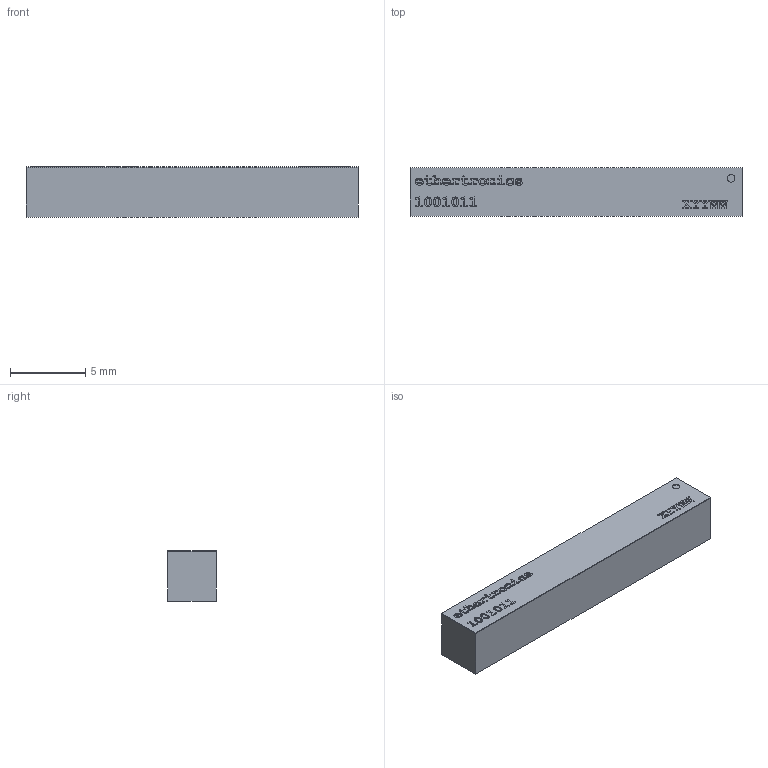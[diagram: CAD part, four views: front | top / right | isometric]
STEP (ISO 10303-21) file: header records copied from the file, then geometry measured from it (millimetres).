
FILE_DESCRIPTION (( 'STEP AP214' ), '1' );
FILE_NAME ('User Library-1001011 ant GNSS.STEP', '2020-10-15T12:37:09', ( '' ), ( '' ), 'SwSTEP 2.0', 'SolidWorks 2020', '' );
FILE_SCHEMA (( 'AUTOMOTIVE_DESIGN' ));
Length unit declared in the file: centimetre
Products named in the file (1): User Library-1001011 ant GNSS
Bounding box: 22 x 3.2 x 3.34 mm (x, y, z)
Volume: 235.9 mm3; surface area: 458.2 mm2
Topology: 27 solids, 27 shells, 744 faces, 2070 edges, 1380 vertices
Faces by surface type: bspline 506, plane 236, cylinder 2
Entity records: 28696 total; most frequent: CARTESIAN_POINT 12819, ORIENTED_EDGE 4140, EDGE_CURVE 2070, DIRECTION 1540, VERTEX_POINT 1380, VECTOR 1054, LINE 1054, B_SPLINE_CURVE_WITH_KNOTS 1012
